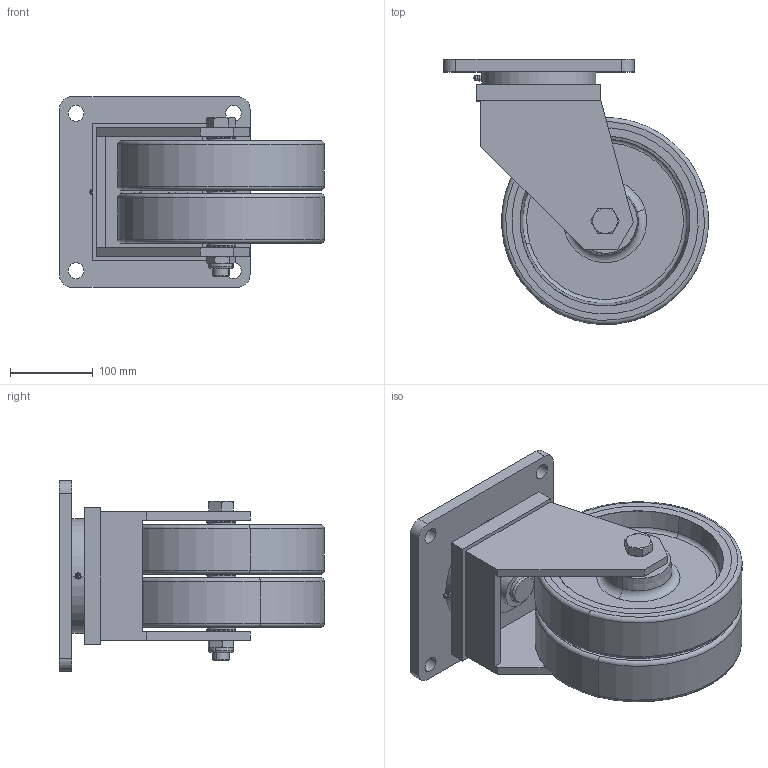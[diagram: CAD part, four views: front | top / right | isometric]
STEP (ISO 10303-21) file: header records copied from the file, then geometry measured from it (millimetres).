
FILE_DESCRIPTION (( 'STEP AP214' ), '1' );
FILE_NAME ('0015682.step', '2021-03-26T12:24:57', ( '' ), ( '' ), 'SwSTEP 2.0', 'SolidWorks 2020', '' );
FILE_SCHEMA (( 'AUTOMOTIVE_DESIGN' ));
Length unit declared in the file: millimetre
Products named in the file (10): 0018562_HD-L-250-3; 0024191_Passscheibe_DIN988_25x35x2; 0051094_PUZG-250-60-60-K25-M; HD-L-250-3_Gabel; DIN 985 - M20 - 8 A2K_DIN 985 - M20 - 8 A2K; Schmiernippel_M6x1; 0014935_Achsrohr_25-20x135; 0019627_Sechskantschraube_DIN931_M20x180_M20 x 180; HD-L-250-3_Grundplatte; 0015682
Assembly tree (15 placements, depth 3):
  0015682
    0018562_HD-L-250-3
      HD-L-250-3_Grundplatte
      HD-L-250-3_Gabel
      Schmiernippel_M6x1
    0051094_PUZG-250-60-60-K25-M  x2
    0014935_Achsrohr_25-20x135
    0024191_Passscheibe_DIN988_25x35x2  x6
    0019627_Sechskantschraube_DIN931_M20x180_M20 x 180
    DIN 985 - M20 - 8 A2K_DIN 985 - M20 - 8 A2K
Bounding box: 319.9 x 319.9 x 230 mm (x, y, z)
Volume: 5128840.7 mm3; surface area: 975080.9 mm2
Topology: 38 solids, 38 shells, 515 faces, 1084 edges, 653 vertices
Faces by surface type: cylinder 182, plane 139, torus 108, cone 82, sphere 4
Entity records: 11580 total; most frequent: CARTESIAN_POINT 1915, DIRECTION 1718, ORIENTED_EDGE 1400, AXIS2_PLACEMENT_3D 730, EDGE_CURVE 700, VERTEX_POINT 423, CIRCLE 386, EDGE_LOOP 381
